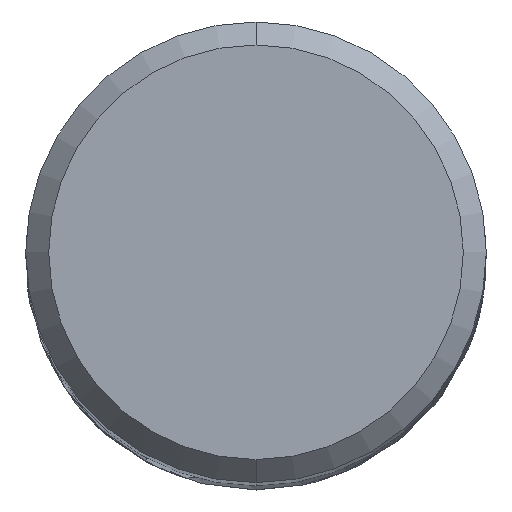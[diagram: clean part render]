
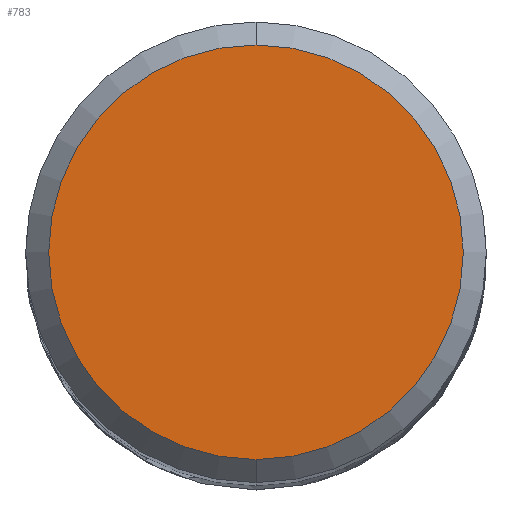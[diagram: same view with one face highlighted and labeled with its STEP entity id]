
A CAD part, top view. The second image highlights one B-rep face of the part: STEP entity #783.
In plain terms, the highlighted planar face has unit normal (0, 0, 1).
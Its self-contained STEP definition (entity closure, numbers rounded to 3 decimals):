
#577=EDGE_CURVE('',#777,#879,#1466,.T.);
#777=VERTEX_POINT('',#1687);
#783=ADVANCED_FACE('',(#1693),#1694,.T.);
#879=VERTEX_POINT('',#1796);
#997=EDGE_CURVE('',#879,#777,#1923,.T.);
#1466=CIRCLE('',#4157,5.4);
#1687=CARTESIAN_POINT('',(0.0,5.4,0.0));
#1693=FACE_OUTER_BOUND('',#7105,.T.);
#1694=PLANE('',#7106);
#1796=CARTESIAN_POINT('',(0.,-5.4,0.0));
#1923=CIRCLE('',#8029,5.4);
#4157=AXIS2_PLACEMENT_3D('',#13041,#13042,#13043);
#7105=EDGE_LOOP('',(#13238,#13239));
#7106=AXIS2_PLACEMENT_3D('',#13240,#13241,#13242);
#8029=AXIS2_PLACEMENT_3D('',#13470,#13471,#13472);
#13041=CARTESIAN_POINT('',(0.0,0.0,0.0));
#13042=DIRECTION('',(0.0,0.0,-1.0));
#13043=DIRECTION('',(0.0,1.0,0.0));
#13238=ORIENTED_EDGE('',*,*,#577,.F.);
#13239=ORIENTED_EDGE('',*,*,#997,.F.);
#13240=CARTESIAN_POINT('',(0.0,2.7,0.0));
#13241=DIRECTION('',(-0.0,0.0,1.0));
#13242=DIRECTION('',(0.0,-1.0,0.0));
#13470=CARTESIAN_POINT('',(0.0,0.0,0.0));
#13471=DIRECTION('',(0.0,0.0,-1.0));
#13472=DIRECTION('',(0.0,1.0,0.0));
